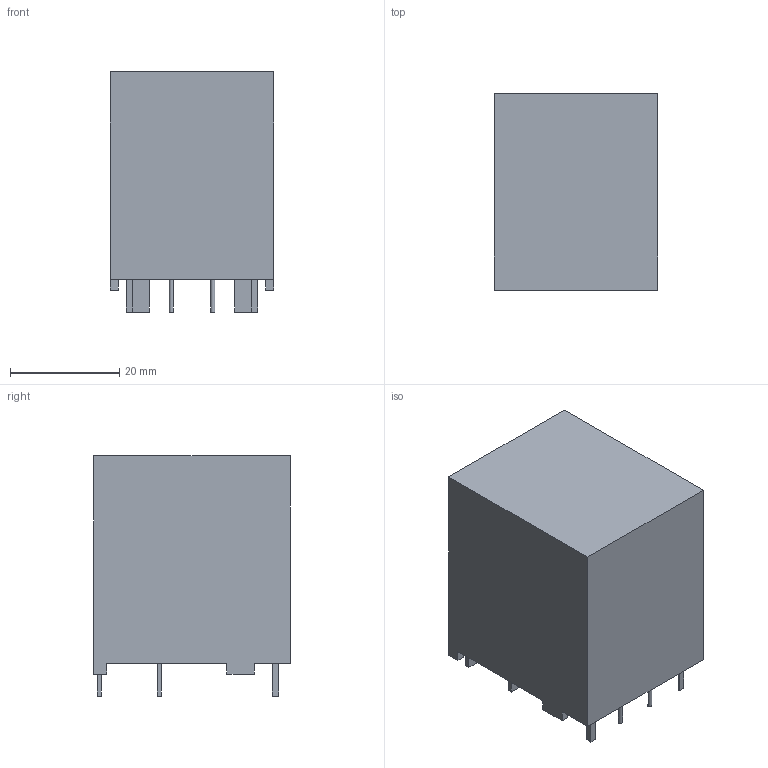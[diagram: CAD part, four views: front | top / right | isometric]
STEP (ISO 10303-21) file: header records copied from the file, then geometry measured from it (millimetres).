
FILE_DESCRIPTION (( 'STEP AP214' ), '1' );
FILE_NAME ('ahes4191.step', '2015-06-03T00:06:27', ( '' ), ( 'Panasonic Corporation 2015' ), '', '', '' );
FILE_SCHEMA (( 'AUTOMOTIVE_DESIGN' ));
Length unit declared in the file: millimetre
Products named in the file (1): ahes4191
Bounding box: 30 x 36 x 44 mm (x, y, z)
Volume: 41157.1 mm3; surface area: 7543.8 mm2
Topology: 1 solids, 1 shells, 60 faces, 150 edges, 100 vertices
Faces by surface type: plane 56, cylinder 4
Entity records: 1796 total; most frequent: CARTESIAN_POINT 311, ORIENTED_EDGE 300, DIRECTION 280, EDGE_CURVE 150, VECTOR 142, LINE 142, VERTEX_POINT 100, AXIS2_PLACEMENT_3D 69
